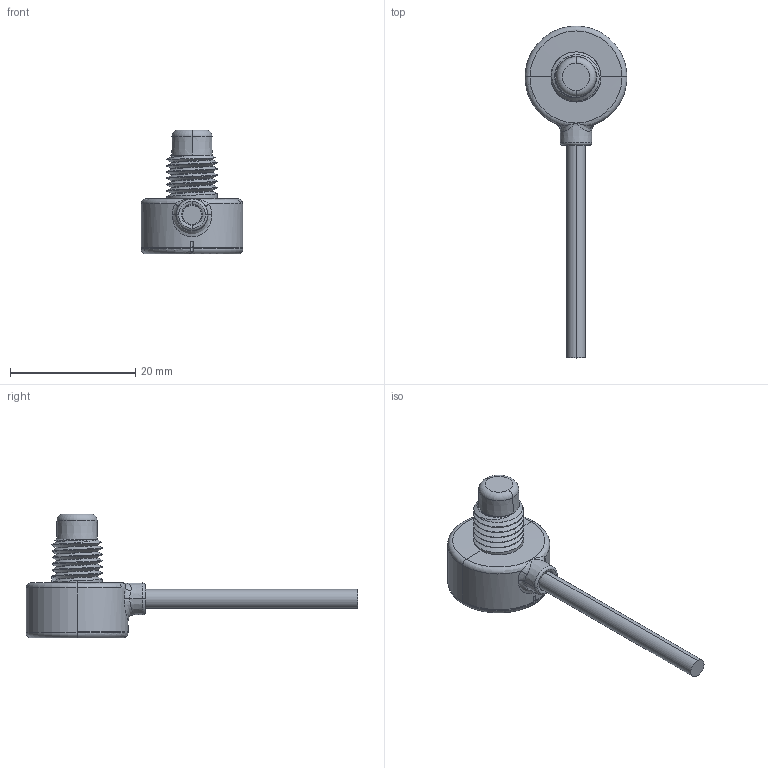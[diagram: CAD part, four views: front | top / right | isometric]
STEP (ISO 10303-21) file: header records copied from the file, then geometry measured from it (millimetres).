
FILE_DESCRIPTION((''),'2;1');
FILE_NAME('158531_SM01_ASM','2022-07-08T12:01:39',('PDMAdmin'),('BANNER ENGINEERING'),'CREO PARAMETRIC BY PTC INC, 2019292','CREO PARAMETRIC BY PTC INC, 2019292','');
FILE_SCHEMA(('CONFIG_CONTROL_DESIGN'));
Length unit declared in the file: millimetre
Products named in the file (3): 158531_EP01; CABLE_118; 158531_SM01_ASM
Assembly tree (2 placements, depth 2):
  158531_SM01_ASM
    158531_EP01
    CABLE_118
Bounding box: 16.3 x 53.05 x 19.8 mm (x, y, z)
Volume: 2654.2 mm3; surface area: 1736.5 mm2
Topology: 2 solids, 2 shells, 61 faces, 149 edges, 94 vertices
Faces by surface type: cylinder 17, cone 14, torus 10, bspline 10, plane 10
Entity records: 6092 total; most frequent: CARTESIAN_POINT 4630, ORIENTED_EDGE 298, DIRECTION 281, EDGE_CURVE 149, AXIS2_PLACEMENT_3D 120, VERTEX_POINT 94, EDGE_LOOP 65, CIRCLE 64
